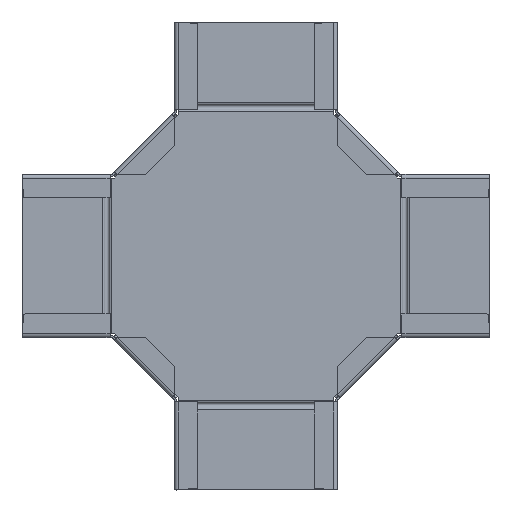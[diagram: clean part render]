
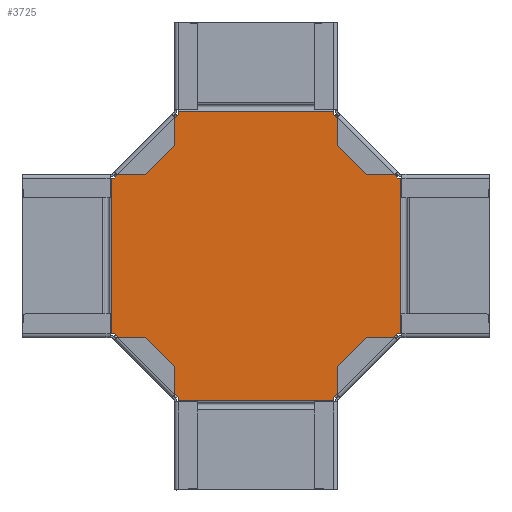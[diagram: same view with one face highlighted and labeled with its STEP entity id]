
A CAD part, top view. The second image highlights one B-rep face of the part: STEP entity #3725.
In plain terms, the highlighted planar face has unit normal (0, 0, 1).
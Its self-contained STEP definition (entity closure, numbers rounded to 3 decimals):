
#2667=DIRECTION('',(-0.707,0.707,0.));
#2668=VECTOR('',#2667,57.631);
#2669=CARTESIAN_POINT('',(90.752,50.,0.));
#2670=LINE('',#2669,#2668);
#2671=DIRECTION('',(-1.,0.,0.));
#2672=VECTOR('',#2671,2.);
#2673=CARTESIAN_POINT('',(92.752,50.,0.));
#2674=LINE('',#2673,#2672);
#2675=DIRECTION('',(0.707,0.707,0.));
#2676=VECTOR('',#2675,57.631);
#2677=CARTESIAN_POINT('',(50.,-90.752,0.));
#2678=LINE('',#2677,#2676);
#2679=DIRECTION('',(0.,1.,0.));
#2680=VECTOR('',#2679,2.);
#2681=CARTESIAN_POINT('',(50.,-92.752,0.));
#2682=LINE('',#2681,#2680);
#2683=DIRECTION('',(0.707,-0.707,0.));
#2684=VECTOR('',#2683,57.631);
#2685=CARTESIAN_POINT('',(-90.752,-50.,0.));
#2686=LINE('',#2685,#2684);
#2687=DIRECTION('',(1.,0.,0.));
#2688=VECTOR('',#2687,2.);
#2689=CARTESIAN_POINT('',(-92.752,-50.,0.));
#2690=LINE('',#2689,#2688);
#2691=DIRECTION('',(-0.707,-0.707,0.));
#2692=VECTOR('',#2691,57.631);
#2693=CARTESIAN_POINT('',(-50.,90.752,0.));
#2694=LINE('',#2693,#2692);
#2695=DIRECTION('',(0.,-1.,0.));
#2696=VECTOR('',#2695,2.);
#2697=CARTESIAN_POINT('',(-50.,92.752,0.));
#2698=LINE('',#2697,#2696);
#2747=DIRECTION('',(-1.,0.,0.));
#2748=VECTOR('',#2747,2.);
#2749=CARTESIAN_POINT('',(92.752,-50.,0.));
#2750=LINE('',#2749,#2748);
#2751=DIRECTION('',(0.,-1.,0.));
#2752=VECTOR('',#2751,100.);
#2753=CARTESIAN_POINT('',(92.752,50.,0.));
#2754=LINE('',#2753,#2752);
#2881=DIRECTION('',(0.,-1.,0.));
#2882=VECTOR('',#2881,2.);
#2883=CARTESIAN_POINT('',(50.,92.752,0.));
#2884=LINE('',#2883,#2882);
#2903=DIRECTION('',(1.,0.,0.));
#2904=VECTOR('',#2903,100.);
#2905=CARTESIAN_POINT('',(-50.,92.752,0.));
#2906=LINE('',#2905,#2904);
#2941=DIRECTION('',(1.,0.,0.));
#2942=VECTOR('',#2941,2.);
#2943=CARTESIAN_POINT('',(-92.752,50.,0.));
#2944=LINE('',#2943,#2942);
#2959=DIRECTION('',(0.,1.,0.));
#2960=VECTOR('',#2959,100.);
#2961=CARTESIAN_POINT('',(-92.752,-50.,0.));
#2962=LINE('',#2961,#2960);
#2989=DIRECTION('',(0.,1.,0.));
#2990=VECTOR('',#2989,2.);
#2991=CARTESIAN_POINT('',(-50.,-92.752,0.));
#2992=LINE('',#2991,#2990);
#3011=DIRECTION('',(-1.,0.,0.));
#3012=VECTOR('',#3011,100.);
#3013=CARTESIAN_POINT('',(50.,-92.752,0.));
#3014=LINE('',#3013,#3012);
#3429=CARTESIAN_POINT('',(-50.,92.752,0.));
#3431=VERTEX_POINT('',#3429);
#3452=CARTESIAN_POINT('',(-90.752,50.,0.));
#3454=VERTEX_POINT('',#3452);
#3470=CARTESIAN_POINT('',(50.,92.752,0.));
#3472=VERTEX_POINT('',#3470);
#3480=CARTESIAN_POINT('',(-90.752,-50.,0.));
#3482=VERTEX_POINT('',#3480);
#3499=CARTESIAN_POINT('',(-92.752,-50.,0.));
#3500=VERTEX_POINT('',#3499);
#3504=CARTESIAN_POINT('',(-50.,90.752,0.));
#3506=VERTEX_POINT('',#3504);
#3509=CARTESIAN_POINT('',(-92.752,50.,0.));
#3510=VERTEX_POINT('',#3509);
#3549=CARTESIAN_POINT('',(92.752,50.,0.));
#3550=CARTESIAN_POINT('',(92.752,-50.,0.));
#3551=VERTEX_POINT('',#3549);
#3552=VERTEX_POINT('',#3550);
#3557=CARTESIAN_POINT('',(50.,-92.752,0.));
#3558=CARTESIAN_POINT('',(50.,-90.752,0.));
#3559=VERTEX_POINT('',#3557);
#3560=VERTEX_POINT('',#3558);
#3567=CARTESIAN_POINT('',(-50.,-90.752,0.));
#3568=VERTEX_POINT('',#3567);
#3570=CARTESIAN_POINT('',(50.,90.752,0.));
#3572=VERTEX_POINT('',#3570);
#3586=CARTESIAN_POINT('',(90.752,-50.,0.));
#3588=VERTEX_POINT('',#3586);
#3607=CARTESIAN_POINT('',(-50.,-92.752,0.));
#3608=VERTEX_POINT('',#3607);
#3609=CARTESIAN_POINT('',(90.752,50.,0.));
#3610=VERTEX_POINT('',#3609);
#3688=CARTESIAN_POINT('',(0.,-50.,0.));
#3689=DIRECTION('',(0.,0.,1.));
#3690=DIRECTION('',(1.,0.,0.));
#3691=AXIS2_PLACEMENT_3D('',#3688,#3689,#3690);
#3692=PLANE('',#3691);
#3694=ORIENTED_EDGE('',*,*,#3693,.F.);
#3696=ORIENTED_EDGE('',*,*,#3695,.F.);
#3698=ORIENTED_EDGE('',*,*,#3697,.T.);
#3700=ORIENTED_EDGE('',*,*,#3699,.T.);
#3701=ORIENTED_EDGE('',*,*,#3667,.F.);
#3702=ORIENTED_EDGE('',*,*,#3679,.F.);
#3704=ORIENTED_EDGE('',*,*,#3703,.T.);
#3706=ORIENTED_EDGE('',*,*,#3705,.T.);
#3708=ORIENTED_EDGE('',*,*,#3707,.F.);
#3710=ORIENTED_EDGE('',*,*,#3709,.F.);
#3712=ORIENTED_EDGE('',*,*,#3711,.T.);
#3714=ORIENTED_EDGE('',*,*,#3713,.T.);
#3716=ORIENTED_EDGE('',*,*,#3715,.F.);
#3718=ORIENTED_EDGE('',*,*,#3717,.F.);
#3720=ORIENTED_EDGE('',*,*,#3719,.T.);
#3722=ORIENTED_EDGE('',*,*,#3721,.T.);
#3723=EDGE_LOOP('',(#3694,#3696,#3698,#3700,#3701,#3702,#3704,#3706,#3708,#3710,
#3712,#3714,#3716,#3718,#3720,#3722));
#3724=FACE_OUTER_BOUND('',#3723,.F.);
#3725=ADVANCED_FACE('',(#3724),#3692,.T.);
#3667=EDGE_CURVE('',#3560,#3588,#2678,.T.);
#3679=EDGE_CURVE('',#3559,#3560,#2682,.T.);
#3693=EDGE_CURVE('',#3610,#3572,#2670,.T.);
#3695=EDGE_CURVE('',#3551,#3610,#2674,.T.);
#3697=EDGE_CURVE('',#3551,#3552,#2754,.T.);
#3699=EDGE_CURVE('',#3552,#3588,#2750,.T.);
#3703=EDGE_CURVE('',#3559,#3608,#3014,.T.);
#3705=EDGE_CURVE('',#3608,#3568,#2992,.T.);
#3707=EDGE_CURVE('',#3482,#3568,#2686,.T.);
#3709=EDGE_CURVE('',#3500,#3482,#2690,.T.);
#3711=EDGE_CURVE('',#3500,#3510,#2962,.T.);
#3713=EDGE_CURVE('',#3510,#3454,#2944,.T.);
#3715=EDGE_CURVE('',#3506,#3454,#2694,.T.);
#3717=EDGE_CURVE('',#3431,#3506,#2698,.T.);
#3719=EDGE_CURVE('',#3431,#3472,#2906,.T.);
#3721=EDGE_CURVE('',#3472,#3572,#2884,.T.);
